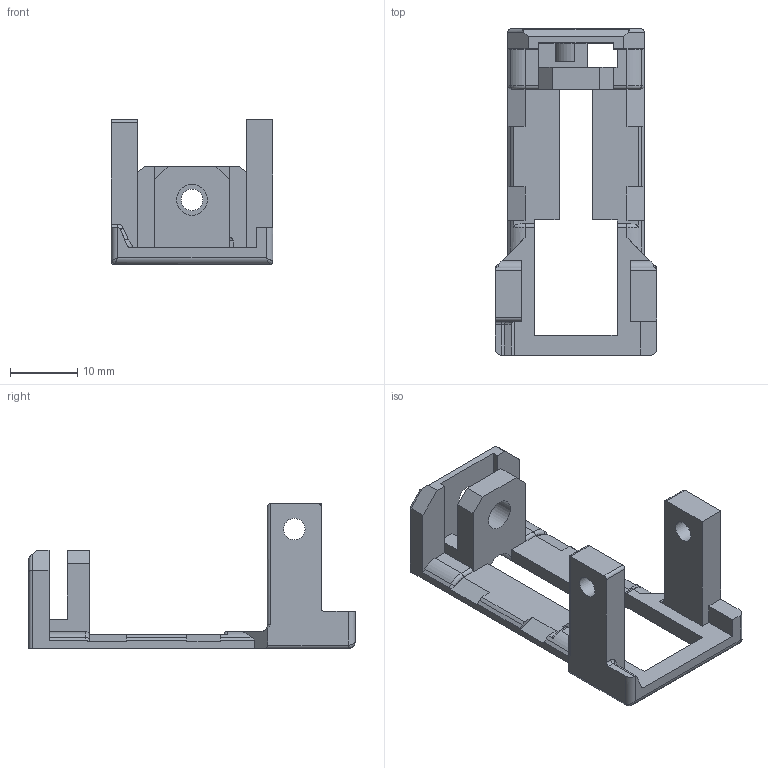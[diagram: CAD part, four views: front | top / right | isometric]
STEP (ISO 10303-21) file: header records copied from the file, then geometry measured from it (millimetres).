
FILE_DESCRIPTION(/* description */ (''),/* implementation_level */ '2;1');
FILE_NAME(/* name */ 'rear_brace.step',/* time_stamp */ '2025-11-18T19:34:00-05:00',/* author */ (''),/* organization */ (''),/* preprocessor_version */ 'ST-DEVELOPER v20.1',/* originating_system */ 'Autodesk Translation Framework v14.17.0.0',/* authorisation */ '');
FILE_SCHEMA (('AUTOMOTIVE_DESIGN { 1 0 10303 214 3 1 1 }'));
Length unit declared in the file: millimetre
Products named in the file (2): (Unsaved); Rear_Brace_1.2
Assembly tree (1 placements, depth 2):
  (Unsaved)
    Rear_Brace_1.2
Bounding box: 24.05 x 48.49 x 21.53 mm (x, y, z)
Volume: 3602.7 mm3; surface area: 3869 mm2
Topology: 1 solids, 1 shells, 132 faces, 378 edges, 242 vertices
Faces by surface type: plane 78, cylinder 44, torus 7, bspline 3
Full cylindrical faces by diameter (mm): 3.2 x3, 4.6 x1, 6.2 x1
Entity records: 4520 total; most frequent: CARTESIAN_POINT 959, ORIENTED_EDGE 752, DIRECTION 723, EDGE_CURVE 376, LINE 267, VECTOR 267, VERTEX_POINT 242, AXIS2_PLACEMENT_3D 228
